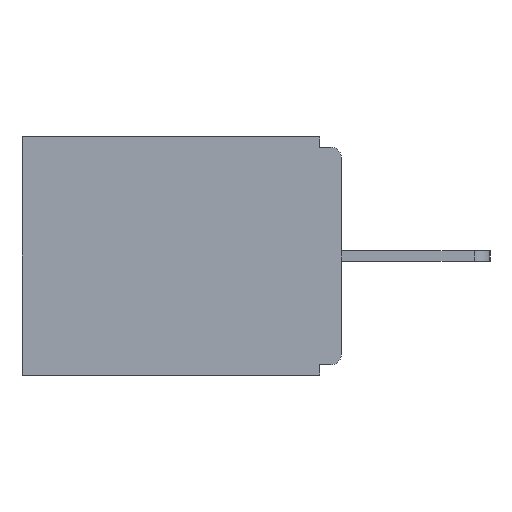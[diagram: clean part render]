
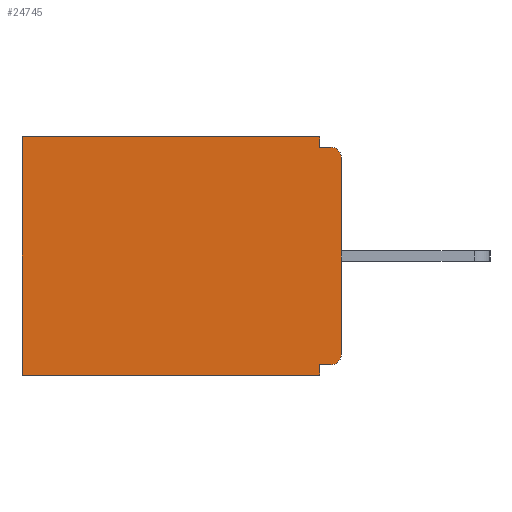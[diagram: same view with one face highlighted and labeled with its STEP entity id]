
A CAD part, left-side view. The second image highlights one B-rep face of the part: STEP entity #24745.
In plain terms, the highlighted planar face has unit normal (-1, 0, 0).
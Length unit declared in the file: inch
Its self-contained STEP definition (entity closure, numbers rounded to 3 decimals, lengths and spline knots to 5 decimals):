
#1086 = VECTOR ( 'NONE', #9607, 39.37008 ) ;
#2213 = ORIENTED_EDGE ( 'NONE', *, *, #9468, .F. ) ;
#2801 = EDGE_CURVE ( 'NONE', #20952, #20380, #23512, .T. ) ;
#3013 = CARTESIAN_POINT ( 'NONE',  ( 0.298, 0.031, -0.015 ) ) ;
#3050 = CARTESIAN_POINT ( 'NONE',  ( 0.298, 0.031, -0.343 ) ) ;
#3062 = PLANE ( 'NONE',  #4275 ) ;
#3382 = CARTESIAN_POINT ( 'NONE',  ( 0.298, 0., -0.343 ) ) ;
#3411 = ORIENTED_EDGE ( 'NONE', *, *, #17732, .F. ) ;
#3811 = LINE ( 'NONE', #5470, #6248 ) ;
#4275 = AXIS2_PLACEMENT_3D ( 'NONE', #22939, #7117, #14917 ) ;
#5033 = DIRECTION ( 'NONE',  ( 0., 0., -1. ) ) ;
#5334 = VECTOR ( 'NONE', #6691, 39.37008 ) ;
#5470 = CARTESIAN_POINT ( 'NONE',  ( 0.298, 0.031, -0.343 ) ) ;
#5541 = LINE ( 'NONE', #3382, #15520 ) ;
#6010 = EDGE_CURVE ( 'NONE', #20380, #18426, #3811, .T. ) ;
#6078 = VERTEX_POINT ( 'NONE', #11485 ) ;
#6248 = VECTOR ( 'NONE', #9437, 39.37008 ) ;
#6286 = LINE ( 'NONE', #16231, #15109 ) ;
#6397 = DIRECTION ( 'NONE',  ( 0., 1., 0. ) ) ;
#6442 = LINE ( 'NONE', #14623, #5334 ) ;
#6691 = DIRECTION ( 'NONE',  ( 0., 1., 0. ) ) ;
#7117 = DIRECTION ( 'NONE',  ( 1., 0., 0. ) ) ;
#7138 = LINE ( 'NONE', #16830, #9393 ) ;
#7541 = CARTESIAN_POINT ( 'NONE',  ( 0.298, 0.031, -0.328 ) ) ;
#7608 = DIRECTION ( 'NONE',  ( -1., 0., 0. ) ) ;
#7774 = CARTESIAN_POINT ( 'NONE',  ( 0.298, 0.46, 0. ) ) ;
#8369 = CARTESIAN_POINT ( 'NONE',  ( 0.298, 0., -0.015 ) ) ;
#8534 = VERTEX_POINT ( 'NONE', #18343 ) ;
#8589 = VECTOR ( 'NONE', #14500, 39.37008 ) ;
#8681 = EDGE_CURVE ( 'NONE', #24527, #17915, #7138, .T. ) ;
#8875 = DIRECTION ( 'NONE',  ( -1., 0., 0. ) ) ;
#9023 = CIRCLE ( 'NONE', #11469, 0.015 ) ;
#9272 = EDGE_CURVE ( 'NONE', #15976, #17779, #10431, .T. ) ;
#9312 = EDGE_CURVE ( 'NONE', #6078, #18177, #6442, .T. ) ;
#9393 = VECTOR ( 'NONE', #21149, 39.37008 ) ;
#9437 = DIRECTION ( 'NONE',  ( 0., 0., -1. ) ) ;
#9468 = EDGE_CURVE ( 'NONE', #18426, #8534, #5541, .T. ) ;
#9607 = DIRECTION ( 'NONE',  ( 0., 0., -1. ) ) ;
#9765 = ORIENTED_EDGE ( 'NONE', *, *, #9312, .T. ) ;
#10203 = VECTOR ( 'NONE', #6397, 39.37008 ) ;
#10414 = ORIENTED_EDGE ( 'NONE', *, *, #6010, .F. ) ;
#10431 = LINE ( 'NONE', #8369, #8589 ) ;
#11057 = CIRCLE ( 'NONE', #20384, 0.015 ) ;
#11469 = AXIS2_PLACEMENT_3D ( 'NONE', #18531, #8875, #5033 ) ;
#11485 = CARTESIAN_POINT ( 'NONE',  ( 0.298, 0.031, 0. ) ) ;
#11986 = ORIENTED_EDGE ( 'NONE', *, *, #21351, .T. ) ;
#13567 = CARTESIAN_POINT ( 'NONE',  ( 0.298, 0.031, -0.343 ) ) ;
#14279 = CARTESIAN_POINT ( 'NONE',  ( 0.298, 0., -0.03 ) ) ;
#14500 = DIRECTION ( 'NONE',  ( 0., -1., 0. ) ) ;
#14623 = CARTESIAN_POINT ( 'NONE',  ( 0.298, 0., 0. ) ) ;
#14917 = DIRECTION ( 'NONE',  ( 0., 0., -1. ) ) ;
#15109 = VECTOR ( 'NONE', #16364, 39.37008 ) ;
#15299 = ORIENTED_EDGE ( 'NONE', *, *, #8681, .F. ) ;
#15520 = VECTOR ( 'NONE', #22645, 39.37008 ) ;
#15891 = DIRECTION ( 'NONE',  ( 0., 0., -1. ) ) ;
#15976 = VERTEX_POINT ( 'NONE', #3013 ) ;
#16231 = CARTESIAN_POINT ( 'NONE',  ( 0.298, 0.46, 0. ) ) ;
#16364 = DIRECTION ( 'NONE',  ( 0., 0., -1. ) ) ;
#16532 = EDGE_LOOP ( 'NONE', ( #17349, #20027, #3411, #9765, #11986, #2213, #10414, #19912, #16904, #15299 ) ) ;
#16830 = CARTESIAN_POINT ( 'NONE',  ( 0.298, 0., 0. ) ) ;
#16904 = ORIENTED_EDGE ( 'NONE', *, *, #20865, .T. ) ;
#17349 = ORIENTED_EDGE ( 'NONE', *, *, #19909, .T. ) ;
#17732 = EDGE_CURVE ( 'NONE', #6078, #15976, #25149, .T. ) ;
#17779 = VERTEX_POINT ( 'NONE', #23122 ) ;
#17915 = VERTEX_POINT ( 'NONE', #18350 ) ;
#18177 = VERTEX_POINT ( 'NONE', #7774 ) ;
#18343 = CARTESIAN_POINT ( 'NONE',  ( 0.298, 0.46, -0.343 ) ) ;
#18350 = CARTESIAN_POINT ( 'NONE',  ( 0.298, 0., -0.313 ) ) ;
#18426 = VERTEX_POINT ( 'NONE', #3050 ) ;
#18531 = CARTESIAN_POINT ( 'NONE',  ( 0.298, 0.015, -0.03 ) ) ;
#19448 = CARTESIAN_POINT ( 'NONE',  ( 0.298, 0.015, -0.313 ) ) ;
#19909 = EDGE_CURVE ( 'NONE', #24527, #17779, #9023, .T. ) ;
#19912 = ORIENTED_EDGE ( 'NONE', *, *, #2801, .F. ) ;
#20027 = ORIENTED_EDGE ( 'NONE', *, *, #9272, .F. ) ;
#20338 = CARTESIAN_POINT ( 'NONE',  ( 0.298, 0.015, -0.328 ) ) ;
#20380 = VERTEX_POINT ( 'NONE', #7541 ) ;
#20384 = AXIS2_PLACEMENT_3D ( 'NONE', #19448, #7608, #15891 ) ;
#20865 = EDGE_CURVE ( 'NONE', #20952, #17915, #11057, .T. ) ;
#20952 = VERTEX_POINT ( 'NONE', #20338 ) ;
#21149 = DIRECTION ( 'NONE',  ( 0., 0., -1. ) ) ;
#21351 = EDGE_CURVE ( 'NONE', #18177, #8534, #6286, .T. ) ;
#22645 = DIRECTION ( 'NONE',  ( 0., 1., 0. ) ) ;
#22939 = CARTESIAN_POINT ( 'NONE',  ( 0.298, 0., 0. ) ) ;
#23122 = CARTESIAN_POINT ( 'NONE',  ( 0.298, 0.015, -0.015 ) ) ;
#23512 = LINE ( 'NONE', #23880, #10203 ) ;
#23880 = CARTESIAN_POINT ( 'NONE',  ( 0.298, 0., -0.328 ) ) ;
#24527 = VERTEX_POINT ( 'NONE', #14279 ) ;
#24594 = FACE_OUTER_BOUND ( 'NONE', #16532, .T. ) ;
#24745 = ADVANCED_FACE ( 'NONE', ( #24594 ), #3062, .F. ) ;
#25149 = LINE ( 'NONE', #13567, #1086 ) ;
